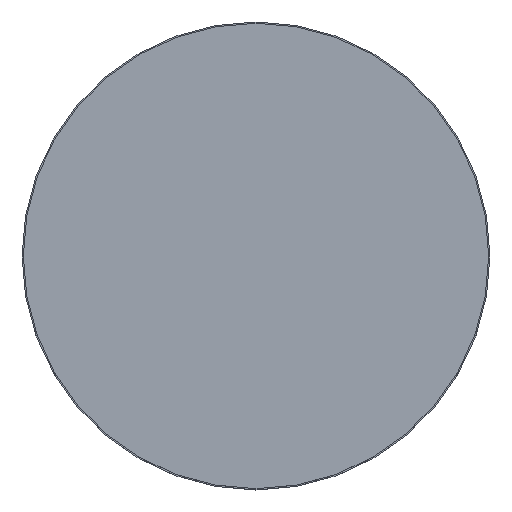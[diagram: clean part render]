
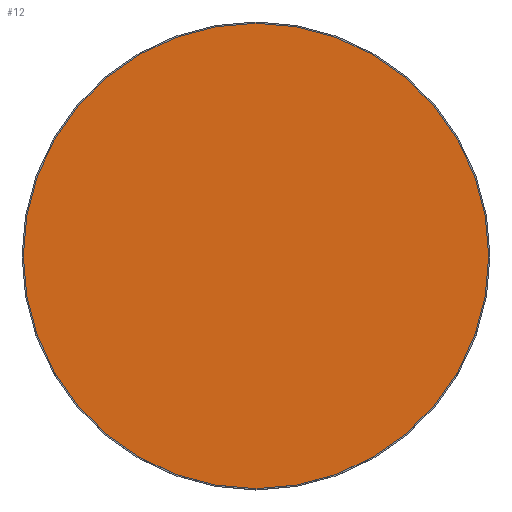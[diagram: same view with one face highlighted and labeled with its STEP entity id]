
A CAD part, top view. The second image highlights one B-rep face of the part: STEP entity #12.
In plain terms, the highlighted planar face has unit normal (0, 0, 1).
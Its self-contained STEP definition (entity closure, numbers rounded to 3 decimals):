
#12 = ADVANCED_FACE ( 'NONE', ( #84 ), #153, .T. ) ;
#14 = EDGE_LOOP ( 'NONE', ( #74, #106 ) ) ;
#18 = AXIS2_PLACEMENT_3D ( 'NONE', #87, #68, #19 ) ;
#19 = DIRECTION ( 'NONE',  ( 1., 0., 0. ) ) ;
#20 = CARTESIAN_POINT ( 'NONE',  ( 40.778, 0., 8.475 ) ) ;
#25 = DIRECTION ( 'NONE',  ( 0., 0., 1. ) ) ;
#41 = VERTEX_POINT ( 'NONE', #55 ) ;
#55 = CARTESIAN_POINT ( 'NONE',  ( -40.778, 0., 8.475 ) ) ;
#66 = CARTESIAN_POINT ( 'NONE',  ( 0., 0., 8.475 ) ) ;
#68 = DIRECTION ( 'NONE',  ( 0., 0., 1. ) ) ;
#72 = VERTEX_POINT ( 'NONE', #20 ) ;
#74 = ORIENTED_EDGE ( 'NONE', *, *, #175, .T. ) ;
#79 = EDGE_CURVE ( 'NONE', #72, #41, #81, .T. ) ;
#81 = CIRCLE ( 'NONE', #18, 40.778 ) ;
#84 = FACE_OUTER_BOUND ( 'NONE', #14, .T. ) ;
#87 = CARTESIAN_POINT ( 'NONE',  ( 0., 0., 8.475 ) ) ;
#101 = CIRCLE ( 'NONE', #168, 40.778 ) ;
#106 = ORIENTED_EDGE ( 'NONE', *, *, #79, .T. ) ;
#108 = AXIS2_PLACEMENT_3D ( 'NONE', #217, #177, #172 ) ;
#153 = PLANE ( 'NONE',  #108 ) ;
#164 = DIRECTION ( 'NONE',  ( 1., 0., 0. ) ) ;
#168 = AXIS2_PLACEMENT_3D ( 'NONE', #66, #25, #164 ) ;
#172 = DIRECTION ( 'NONE',  ( 1., 0., 0. ) ) ;
#175 = EDGE_CURVE ( 'NONE', #41, #72, #101, .T. ) ;
#177 = DIRECTION ( 'NONE',  ( 0., 0., 1. ) ) ;
#217 = CARTESIAN_POINT ( 'NONE',  ( 0., 0., 8.475 ) ) ;
